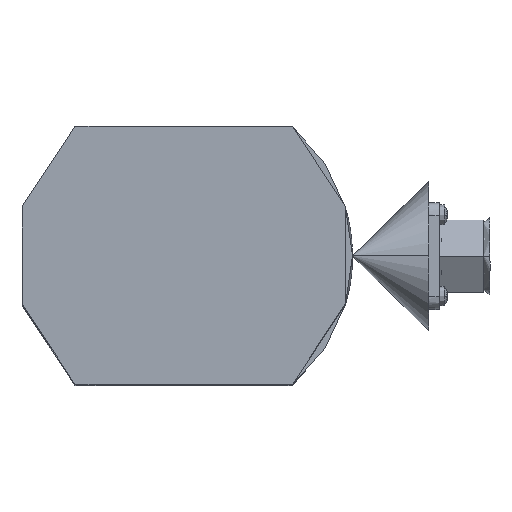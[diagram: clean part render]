
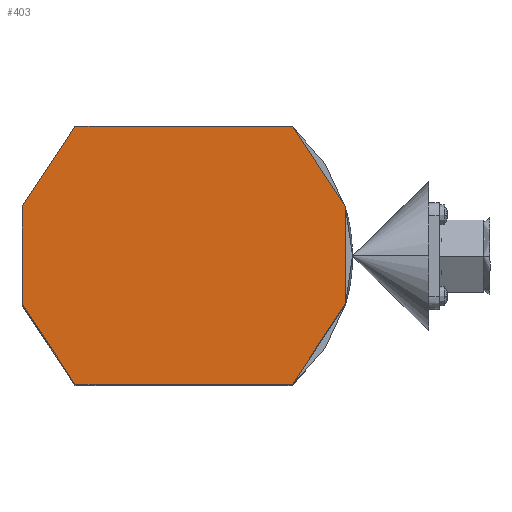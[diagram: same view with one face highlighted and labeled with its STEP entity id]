
A CAD part, left-side view. The second image highlights one B-rep face of the part: STEP entity #403.
In plain terms, the highlighted planar face has unit normal (-1, 0, 0.002).
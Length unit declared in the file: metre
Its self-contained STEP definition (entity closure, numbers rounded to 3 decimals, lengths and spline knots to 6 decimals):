
#403=ADVANCED_FACE('0:9692',(#1171),#1172,.T.);
#1171=FACE_OUTER_BOUND('',#2336,.T.);
#1172=PLANE('',#2337);
#2336=EDGE_LOOP('',(#3708,#3709,#3710,#3711));
#2337=AXIS2_PLACEMENT_3D('',#3712,#3713,#3714);
#3708=ORIENTED_EDGE('',*,*,#7113,.F.);
#3709=ORIENTED_EDGE('',*,*,#7114,.F.);
#3710=ORIENTED_EDGE('',*,*,#7115,.F.);
#3711=ORIENTED_EDGE('',*,*,#7116,.F.);
#3712=CARTESIAN_POINT('',(-0.056471,0.103056,0.000177));
#3713=DIRECTION('',(-1.,0.,0.002));
#3714=DIRECTION('',(0.,-1.0,0.));
#7113=EDGE_CURVE('0:10610',#8470,#8471,#8472,.T.);
#7114=EDGE_CURVE('0:10613',#8473,#8470,#8474,.T.);
#7115=EDGE_CURVE('0:10616',#8475,#8473,#8476,.T.);
#7116=EDGE_CURVE('0:10619',#8471,#8475,#8477,.T.);
#8470=VERTEX_POINT('',#10482);
#8471=VERTEX_POINT('',#10483);
#8472=LINE('',#10484,#10485);
#8473=VERTEX_POINT('',#10486);
#8474=CIRCLE('',#10487,0.051);
#8475=VERTEX_POINT('',#10488);
#8476=LINE('',#10489,#10490);
#8477=CIRCLE('',#10491,0.051);
#10482=CARTESIAN_POINT('',(-0.056401,0.135919,0.039177));
#10483=CARTESIAN_POINT('',(-0.056401,0.070192,0.039177));
#10484=CARTESIAN_POINT('',(-0.056401,0.135919,0.039177));
#10485=VECTOR('',#14461,0.);
#10486=CARTESIAN_POINT('',(-0.056541,0.135919,-0.038823));
#10487=AXIS2_PLACEMENT_3D('',#14462,#14463,#14464);
#10488=CARTESIAN_POINT('',(-0.056541,0.070192,-0.038823));
#10489=CARTESIAN_POINT('',(-0.056541,0.135919,-0.038823));
#10490=VECTOR('',#14465,0.);
#10491=AXIS2_PLACEMENT_3D('',#14466,#14467,#14468);
#14461=DIRECTION('',(0.,-1.0,0.));
#14462=CARTESIAN_POINT('',(-0.056471,0.103056,0.000177));
#14463=DIRECTION('',(1.,0.,-0.002));
#14464=DIRECTION('',(0.002,0.,1.));
#14465=DIRECTION('',(0.,1.0,0.));
#14466=CARTESIAN_POINT('',(-0.056471,0.103056,0.000177));
#14467=DIRECTION('',(1.,0.,-0.002));
#14468=DIRECTION('',(0.002,0.,1.));
